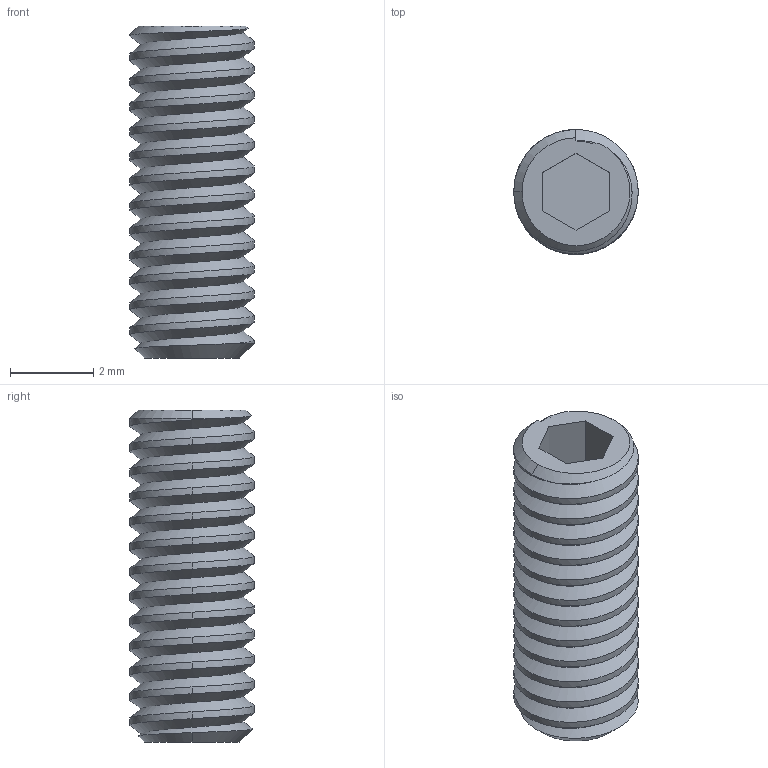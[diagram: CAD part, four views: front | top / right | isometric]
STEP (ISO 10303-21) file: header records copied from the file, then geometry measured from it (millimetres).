
FILE_DESCRIPTION (( 'STEP AP214' ), '1' );
FILE_NAME ('M3X8-Machine screw.STEP', '2022-05-02T08:28:00', ( '' ), ( '' ), 'SwSTEP 2.0', 'SolidWorks 2021', '' );
FILE_SCHEMA (( 'AUTOMOTIVE_DESIGN' ));
Length unit declared in the file: millimetre
Products named in the file (1): M3X8-Machine screw
Bounding box: 3 x 3 x 8 mm (x, y, z)
Volume: 46.3 mm3; surface area: 117.9 mm2
Topology: 1 solids, 1 shells, 44 faces, 120 edges, 79 vertices
Faces by surface type: cylinder 27, plane 10, cone 5, bspline 2
Entity records: 2528 total; most frequent: CARTESIAN_POINT 1552, ORIENTED_EDGE 240, DIRECTION 154, EDGE_CURVE 120, VERTEX_POINT 79, AXIS2_PLACEMENT_3D 52, VECTOR 50, LINE 50
